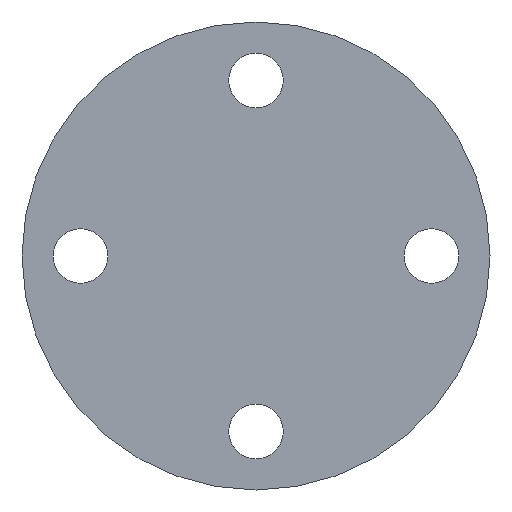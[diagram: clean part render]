
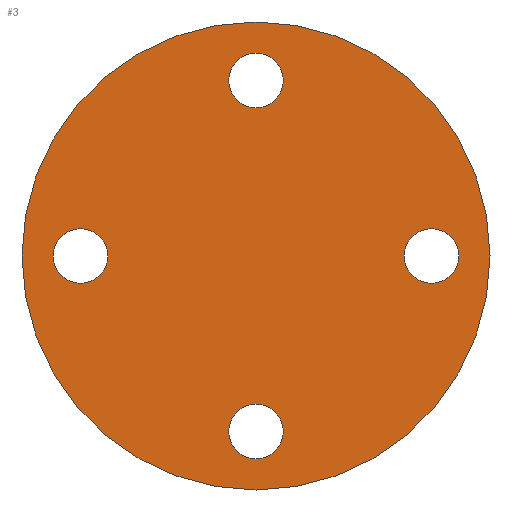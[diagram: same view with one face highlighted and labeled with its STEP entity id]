
A CAD part, front view. The second image highlights one B-rep face of the part: STEP entity #3.
In plain terms, the highlighted planar face has unit normal (0, -1, 0).
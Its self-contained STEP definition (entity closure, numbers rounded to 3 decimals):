
#3 = ADVANCED_FACE ( 'NONE', ( #446, #270, #83, #82, #8 ), #124, .F. ) ;
#7 = CARTESIAN_POINT ( 'NONE',  ( 0., 0., 52. ) ) ;
#8 = FACE_OUTER_BOUND ( 'NONE', #92, .T. ) ;
#13 = CIRCLE ( 'NONE', #111, 7. ) ;
#16 = EDGE_CURVE ( 'NONE', #380, #433, #259, .T. ) ;
#17 = ORIENTED_EDGE ( 'NONE', *, *, #95, .F. ) ;
#20 = CIRCLE ( 'NONE', #81, 7. ) ;
#34 = DIRECTION ( 'NONE',  ( 0., 1., 0. ) ) ;
#36 = VERTEX_POINT ( 'NONE', #276 ) ;
#41 = CARTESIAN_POINT ( 'NONE',  ( 0., 0., 0. ) ) ;
#46 = AXIS2_PLACEMENT_3D ( 'NONE', #146, #336, #300 ) ;
#47 = CARTESIAN_POINT ( 'NONE',  ( 0., 0., -38. ) ) ;
#48 = AXIS2_PLACEMENT_3D ( 'NONE', #209, #258, #144 ) ;
#49 = VERTEX_POINT ( 'NONE', #85 ) ;
#66 = CIRCLE ( 'NONE', #162, 7. ) ;
#69 = DIRECTION ( 'NONE',  ( 0., 0., 1. ) ) ;
#77 = ORIENTED_EDGE ( 'NONE', *, *, #238, .T. ) ;
#79 = AXIS2_PLACEMENT_3D ( 'NONE', #41, #129, #449 ) ;
#81 = AXIS2_PLACEMENT_3D ( 'NONE', #367, #425, #366 ) ;
#82 = FACE_BOUND ( 'NONE', #224, .T. ) ;
#83 = FACE_BOUND ( 'NONE', #295, .T. ) ;
#84 = EDGE_CURVE ( 'NONE', #139, #49, #223, .T. ) ;
#85 = CARTESIAN_POINT ( 'NONE',  ( 52., 0., 0. ) ) ;
#88 = CARTESIAN_POINT ( 'NONE',  ( 45., 0., 0. ) ) ;
#92 = EDGE_LOOP ( 'NONE', ( #319, #17 ) ) ;
#95 = EDGE_CURVE ( 'NONE', #359, #267, #142, .T. ) ;
#99 = CARTESIAN_POINT ( 'NONE',  ( -45., 0., 0. ) ) ;
#100 = AXIS2_PLACEMENT_3D ( 'NONE', #138, #250, #208 ) ;
#105 = ORIENTED_EDGE ( 'NONE', *, *, #317, .T. ) ;
#111 = AXIS2_PLACEMENT_3D ( 'NONE', #123, #443, #229 ) ;
#116 = CARTESIAN_POINT ( 'NONE',  ( -52., 0., 0. ) ) ;
#123 = CARTESIAN_POINT ( 'NONE',  ( 0., 0., 45. ) ) ;
#124 = PLANE ( 'NONE',  #79 ) ;
#129 = DIRECTION ( 'NONE',  ( 0., 1., 0. ) ) ;
#138 = CARTESIAN_POINT ( 'NONE',  ( 0., 0., 0. ) ) ;
#139 = VERTEX_POINT ( 'NONE', #321 ) ;
#142 = CIRCLE ( 'NONE', #100, 60. ) ;
#144 = DIRECTION ( 'NONE',  ( 0., 0., -1. ) ) ;
#146 = CARTESIAN_POINT ( 'NONE',  ( -45., 0., 0. ) ) ;
#147 = ORIENTED_EDGE ( 'NONE', *, *, #84, .T. ) ;
#154 = EDGE_LOOP ( 'NONE', ( #178, #458 ) ) ;
#162 = AXIS2_PLACEMENT_3D ( 'NONE', #99, #279, #390 ) ;
#163 = EDGE_CURVE ( 'NONE', #260, #386, #66, .T. ) ;
#174 = CIRCLE ( 'NONE', #233, 60. ) ;
#177 = CARTESIAN_POINT ( 'NONE',  ( 0., 0., 0. ) ) ;
#178 = ORIENTED_EDGE ( 'NONE', *, *, #163, .T. ) ;
#182 = ORIENTED_EDGE ( 'NONE', *, *, #16, .T. ) ;
#184 = CARTESIAN_POINT ( 'NONE',  ( 0., 0., -45. ) ) ;
#188 = ORIENTED_EDGE ( 'NONE', *, *, #388, .T. ) ;
#196 = CARTESIAN_POINT ( 'NONE',  ( 0., 0., -52. ) ) ;
#207 = DIRECTION ( 'NONE',  ( 0., 0., 1. ) ) ;
#208 = DIRECTION ( 'NONE',  ( 0., 0., 1. ) ) ;
#209 = CARTESIAN_POINT ( 'NONE',  ( 0., 0., 45. ) ) ;
#223 = CIRCLE ( 'NONE', #328, 7. ) ;
#224 = EDGE_LOOP ( 'NONE', ( #105, #182 ) ) ;
#227 = EDGE_LOOP ( 'NONE', ( #188, #77 ) ) ;
#229 = DIRECTION ( 'NONE',  ( 0., 0., -1. ) ) ;
#233 = AXIS2_PLACEMENT_3D ( 'NONE', #177, #34, #290 ) ;
#238 = EDGE_CURVE ( 'NONE', #422, #36, #242, .T. ) ;
#239 = DIRECTION ( 'NONE',  ( 0., 1., 0. ) ) ;
#242 = CIRCLE ( 'NONE', #48, 7. ) ;
#250 = DIRECTION ( 'NONE',  ( 0., 1., 0. ) ) ;
#253 = ORIENTED_EDGE ( 'NONE', *, *, #312, .T. ) ;
#256 = CARTESIAN_POINT ( 'NONE',  ( 0., 0., 60. ) ) ;
#258 = DIRECTION ( 'NONE',  ( 0., 1., 0. ) ) ;
#259 = CIRCLE ( 'NONE', #305, 7. ) ;
#260 = VERTEX_POINT ( 'NONE', #466 ) ;
#267 = VERTEX_POINT ( 'NONE', #396 ) ;
#270 = FACE_BOUND ( 'NONE', #227, .T. ) ;
#276 = CARTESIAN_POINT ( 'NONE',  ( 0., 0., 38. ) ) ;
#279 = DIRECTION ( 'NONE',  ( 0., 1., 0. ) ) ;
#281 = DIRECTION ( 'NONE',  ( 0., 1., 0. ) ) ;
#283 = CIRCLE ( 'NONE', #46, 7. ) ;
#290 = DIRECTION ( 'NONE',  ( 0., 0., 1. ) ) ;
#295 = EDGE_LOOP ( 'NONE', ( #147, #253 ) ) ;
#300 = DIRECTION ( 'NONE',  ( 1., 0., 0. ) ) ;
#305 = AXIS2_PLACEMENT_3D ( 'NONE', #308, #239, #207 ) ;
#308 = CARTESIAN_POINT ( 'NONE',  ( 0., 0., -45. ) ) ;
#312 = EDGE_CURVE ( 'NONE', #49, #139, #20, .T. ) ;
#317 = EDGE_CURVE ( 'NONE', #433, #380, #463, .T. ) ;
#318 = DIRECTION ( 'NONE',  ( -1., 0., 0. ) ) ;
#319 = ORIENTED_EDGE ( 'NONE', *, *, #355, .F. ) ;
#321 = CARTESIAN_POINT ( 'NONE',  ( 38., 0., 0. ) ) ;
#328 = AXIS2_PLACEMENT_3D ( 'NONE', #88, #281, #318 ) ;
#330 = AXIS2_PLACEMENT_3D ( 'NONE', #184, #460, #69 ) ;
#336 = DIRECTION ( 'NONE',  ( 0., 1., 0. ) ) ;
#338 = EDGE_CURVE ( 'NONE', #386, #260, #283, .T. ) ;
#355 = EDGE_CURVE ( 'NONE', #267, #359, #174, .T. ) ;
#359 = VERTEX_POINT ( 'NONE', #256 ) ;
#366 = DIRECTION ( 'NONE',  ( -1., 0., 0. ) ) ;
#367 = CARTESIAN_POINT ( 'NONE',  ( 45., 0., 0. ) ) ;
#380 = VERTEX_POINT ( 'NONE', #196 ) ;
#386 = VERTEX_POINT ( 'NONE', #116 ) ;
#388 = EDGE_CURVE ( 'NONE', #36, #422, #13, .T. ) ;
#390 = DIRECTION ( 'NONE',  ( 1., 0., 0. ) ) ;
#396 = CARTESIAN_POINT ( 'NONE',  ( 0., 0., -60. ) ) ;
#422 = VERTEX_POINT ( 'NONE', #7 ) ;
#425 = DIRECTION ( 'NONE',  ( 0., 1., 0. ) ) ;
#433 = VERTEX_POINT ( 'NONE', #47 ) ;
#443 = DIRECTION ( 'NONE',  ( 0., 1., 0. ) ) ;
#446 = FACE_BOUND ( 'NONE', #154, .T. ) ;
#449 = DIRECTION ( 'NONE',  ( 0., 0., 1. ) ) ;
#458 = ORIENTED_EDGE ( 'NONE', *, *, #338, .T. ) ;
#460 = DIRECTION ( 'NONE',  ( 0., 1., 0. ) ) ;
#463 = CIRCLE ( 'NONE', #330, 7. ) ;
#466 = CARTESIAN_POINT ( 'NONE',  ( -38., 0., 0. ) ) ;
